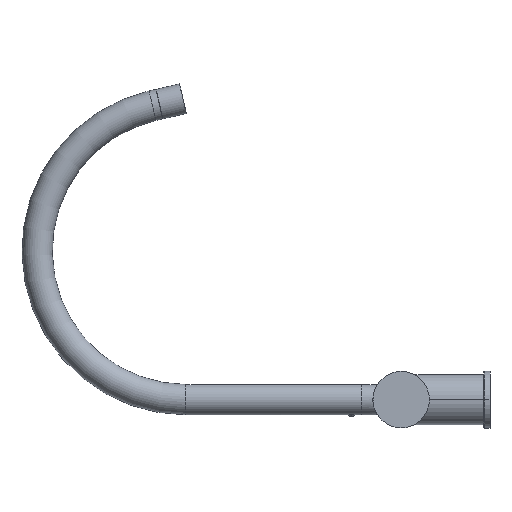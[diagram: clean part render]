
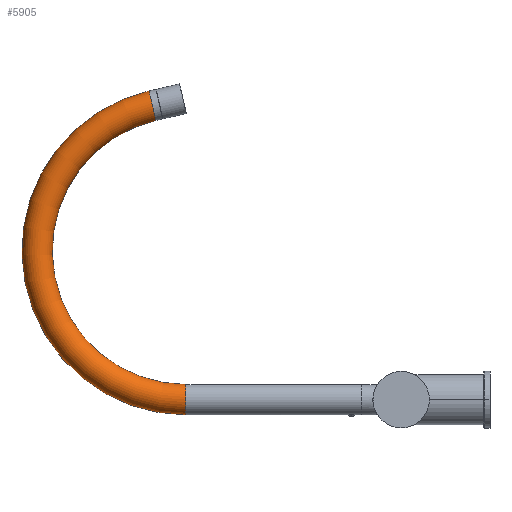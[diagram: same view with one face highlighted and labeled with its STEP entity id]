
A CAD part, left-side view. The second image highlights one B-rep face of the part: STEP entity #5905.
In plain terms, the highlighted toroidal (fillet/blend) face has major radius 117.886 mm and minor radius 12 mm.
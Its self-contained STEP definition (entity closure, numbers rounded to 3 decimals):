
#5768=CARTESIAN_POINT('',(0.,170.355,0.));
#5769=DIRECTION('',(0.,1.,0.));
#5770=DIRECTION('',(0.,0.,-1.));
#5771=AXIS2_PLACEMENT_3D('',#5768,#5769,#5770);
#5773=CARTESIAN_POINT('',(0.,170.355,117.886));
#5774=DIRECTION('',(1.,0.,0.));
#5775=DIRECTION('',(0.,0.,-1.));
#5776=AXIS2_PLACEMENT_3D('',#5773,#5774,#5775);
#5783=CARTESIAN_POINT('',(0.,170.355,117.886));
#5784=DIRECTION('',(1.,0.,0.));
#5785=DIRECTION('',(0.,0.,-1.));
#5786=AXIS2_PLACEMENT_3D('',#5783,#5784,#5785);
#5807=CARTESIAN_POINT('',(0.,196.874,232.75));
#5808=DIRECTION('',(0.,-0.974,0.225));
#5809=DIRECTION('',(0.,0.225,0.974));
#5810=AXIS2_PLACEMENT_3D('',#5807,#5808,#5809);
#5820=CARTESIAN_POINT('',(0.,170.355,12.));
#5821=CARTESIAN_POINT('',(0.,170.355,-12.));
#5822=VERTEX_POINT('',#5820);
#5823=VERTEX_POINT('',#5821);
#5824=CARTESIAN_POINT('',(0.,194.174,221.058));
#5825=CARTESIAN_POINT('',(0.,199.573,244.443));
#5826=VERTEX_POINT('',#5824);
#5827=VERTEX_POINT('',#5825);
#5891=CARTESIAN_POINT('',(0.,170.355,117.886));
#5892=DIRECTION('',(1.,0.,0.));
#5893=DIRECTION('',(0.,0.,1.));
#5894=AXIS2_PLACEMENT_3D('',#5891,#5892,#5893);
#5895=TOROIDAL_SURFACE('',#5894,117.886,12.);
#5896=ORIENTED_EDGE('',*,*,#5875,.F.);
#5898=ORIENTED_EDGE('',*,*,#5897,.T.);
#5900=ORIENTED_EDGE('',*,*,#5899,.T.);
#5902=ORIENTED_EDGE('',*,*,#5901,.F.);
#5903=EDGE_LOOP('',(#5896,#5898,#5900,#5902));
#5904=FACE_OUTER_BOUND('',#5903,.F.);
#5905=ADVANCED_FACE('',(#5904),#5895,.T.);
#5772=CIRCLE('',#5771,12.);
#5777=CIRCLE('',#5776,129.886);
#5787=CIRCLE('',#5786,105.886);
#5811=CIRCLE('',#5810,12.);
#5875=EDGE_CURVE('',#5823,#5822,#5772,.T.);
#5897=EDGE_CURVE('',#5823,#5827,#5777,.T.);
#5899=EDGE_CURVE('',#5827,#5826,#5811,.T.);
#5901=EDGE_CURVE('',#5822,#5826,#5787,.T.);
